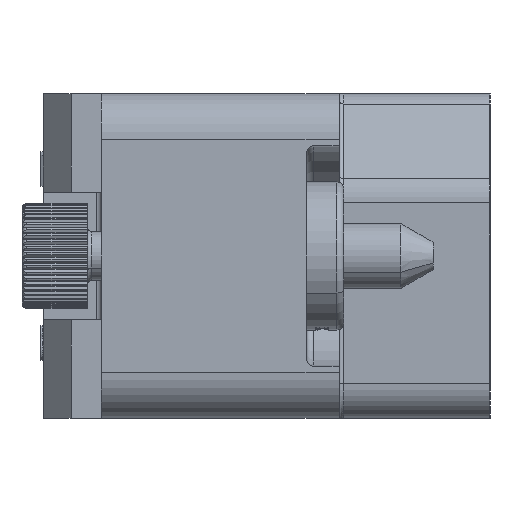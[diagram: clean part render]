
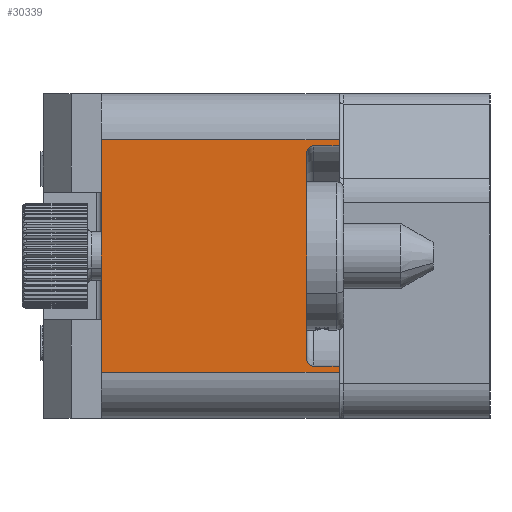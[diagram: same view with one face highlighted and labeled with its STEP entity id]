
A CAD part, left-side view. The second image highlights one B-rep face of the part: STEP entity #30339.
In plain terms, the highlighted planar face has unit normal (-1, 0, 0).
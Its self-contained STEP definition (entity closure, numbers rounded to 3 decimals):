
#1689=DIRECTION('',(0.,1.,0.));
#1690=VECTOR('',#1689,10.25);
#1691=CARTESIAN_POINT('',(-40.,0.,-5.));
#1692=LINE('',#1691,#1690);
#1698=DIRECTION('',(0.,0.,-1.));
#1699=VECTOR('',#1698,10.);
#1700=CARTESIAN_POINT('',(-40.,10.25,5.));
#1701=LINE('',#1700,#1699);
#2239=DIRECTION('',(0.,-1.,0.));
#2240=VECTOR('',#2239,10.25);
#2241=CARTESIAN_POINT('',(-40.,10.25,5.));
#2242=LINE('',#2241,#2240);
#5388=DIRECTION('',(0.,0.,1.));
#5389=VECTOR('',#5388,8.9);
#5390=CARTESIAN_POINT('',(-40.,1.4,-4.45));
#5391=LINE('',#5390,#5389);
#5392=DIRECTION('',(0.,1.,0.));
#5393=VECTOR('',#5392,1.1);
#5394=CARTESIAN_POINT('',(-40.,0.,-4.75));
#5395=LINE('',#5394,#5393);
#5396=DIRECTION('',(0.,0.,-1.));
#5397=VECTOR('',#5396,0.25);
#5398=CARTESIAN_POINT('',(-40.,0.,-4.75));
#5399=LINE('',#5398,#5397);
#5400=DIRECTION('',(0.,0.,-1.));
#5401=VECTOR('',#5400,0.25);
#5402=CARTESIAN_POINT('',(-40.,0.,5.));
#5403=LINE('',#5402,#5401);
#5404=DIRECTION('',(0.,1.,0.));
#5405=VECTOR('',#5404,1.1);
#5406=CARTESIAN_POINT('',(-40.,0.,4.75));
#5407=LINE('',#5406,#5405);
#5431=CARTESIAN_POINT('',(-40.,1.1,-4.45));
#5432=DIRECTION('',(1.,0.,0.));
#5433=DIRECTION('',(0.,0.,-1.));
#5434=AXIS2_PLACEMENT_3D('',#5431,#5432,#5433);
#5455=CARTESIAN_POINT('',(-40.,1.1,4.45));
#5456=DIRECTION('',(1.,0.,0.));
#5457=DIRECTION('',(0.,1.,0.));
#5458=AXIS2_PLACEMENT_3D('',#5455,#5456,#5457);
#21302=CARTESIAN_POINT('',(-40.,0.,5.));
#21303=VERTEX_POINT('',#21302);
#21304=CARTESIAN_POINT('',(-40.,10.25,5.));
#21305=VERTEX_POINT('',#21304);
#21310=CARTESIAN_POINT('',(-40.,10.25,-5.));
#21311=VERTEX_POINT('',#21310);
#21312=CARTESIAN_POINT('',(-40.,0.,-5.));
#21313=VERTEX_POINT('',#21312);
#21322=CARTESIAN_POINT('',(-40.,0.,-4.75));
#21324=VERTEX_POINT('',#21322);
#21328=CARTESIAN_POINT('',(-40.,0.,4.75));
#21329=VERTEX_POINT('',#21328);
#21539=CARTESIAN_POINT('',(-40.,1.4,-4.45));
#21541=VERTEX_POINT('',#21539);
#21543=CARTESIAN_POINT('',(-40.,1.1,-4.75));
#21545=VERTEX_POINT('',#21543);
#21550=CARTESIAN_POINT('',(-40.,1.4,4.45));
#21551=VERTEX_POINT('',#21550);
#21552=CARTESIAN_POINT('',(-40.,1.1,4.75));
#21553=VERTEX_POINT('',#21552);
#30317=CARTESIAN_POINT('',(-40.,0.,7.));
#30318=DIRECTION('',(-1.,0.,0.));
#30319=DIRECTION('',(0.,1.,0.));
#30320=AXIS2_PLACEMENT_3D('',#30317,#30318,#30319);
#30321=PLANE('',#30320);
#30323=ORIENTED_EDGE('',*,*,#30322,.F.);
#30325=ORIENTED_EDGE('',*,*,#30324,.F.);
#30327=ORIENTED_EDGE('',*,*,#30326,.F.);
#30328=ORIENTED_EDGE('',*,*,#27112,.T.);
#30329=ORIENTED_EDGE('',*,*,#27145,.T.);
#30330=ORIENTED_EDGE('',*,*,#27158,.F.);
#30331=ORIENTED_EDGE('',*,*,#27465,.T.);
#30332=ORIENTED_EDGE('',*,*,#27120,.T.);
#30334=ORIENTED_EDGE('',*,*,#30333,.T.);
#30336=ORIENTED_EDGE('',*,*,#30335,.F.);
#30337=EDGE_LOOP('',(#30323,#30325,#30327,#30328,#30329,#30330,#30331,#30332,
#30334,#30336));
#30338=FACE_OUTER_BOUND('',#30337,.F.);
#30339=ADVANCED_FACE('',(#30338),#30321,.T.);
#5435=CIRCLE('',#5434,0.3);
#5459=CIRCLE('',#5458,0.3);
#27112=EDGE_CURVE('',#21324,#21313,#5399,.T.);
#27120=EDGE_CURVE('',#21303,#21329,#5403,.T.);
#27145=EDGE_CURVE('',#21313,#21311,#1692,.T.);
#27158=EDGE_CURVE('',#21305,#21311,#1701,.T.);
#27465=EDGE_CURVE('',#21305,#21303,#2242,.T.);
#30322=EDGE_CURVE('',#21541,#21551,#5391,.T.);
#30324=EDGE_CURVE('',#21545,#21541,#5435,.T.);
#30326=EDGE_CURVE('',#21324,#21545,#5395,.T.);
#30333=EDGE_CURVE('',#21329,#21553,#5407,.T.);
#30335=EDGE_CURVE('',#21551,#21553,#5459,.T.);
